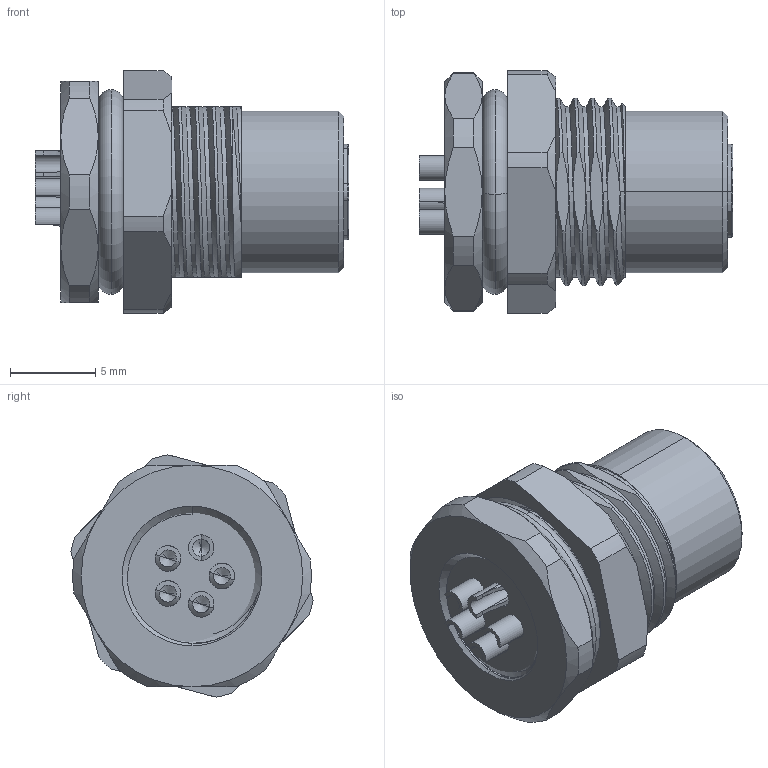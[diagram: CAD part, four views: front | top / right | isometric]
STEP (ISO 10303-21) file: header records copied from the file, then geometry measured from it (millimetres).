
FILE_DESCRIPTION (( 'STEP AP203' ), '1' );
FILE_NAME ('54-00317_revA.STEP', '2023-03-16T23:40:37', ( '' ), ( '' ), 'SwSTEP 2.0', 'SolidWorks 2021', '' );
FILE_SCHEMA (( 'CONFIG_CONTROL_DESIGN' ));
Length unit declared in the file: millimetre
Products named in the file (7): 54-00317-01___; 54-00317-03___; 54-00317-04___; 54-00317-06___; 54-00317_revA; 54-00317-05___; 54-00317-07___
Assembly tree (10 placements, depth 2):
  54-00317_revA
    54-00317-01___
    54-00317-07___
    54-00317-03___  x5
    54-00317-04___
    54-00317-05___
    54-00317-06___
Bounding box: 18.4 x 14.22 x 14.22 mm (x, y, z)
Volume: 1494.5 mm3; surface area: 3278.6 mm2
Topology: 10 solids, 10 shells, 436 faces, 1065 edges, 648 vertices
Faces by surface type: cylinder 195, plane 115, cone 58, bspline 36, torus 32
Entity records: 19823 total; most frequent: CARTESIAN_POINT 12475, ORIENTED_EDGE 1498, DIRECTION 1228, EDGE_CURVE 749, AXIS2_PLACEMENT_3D 496, VERTEX_POINT 464, EDGE_LOOP 337, ADVANCED_FACE 308
